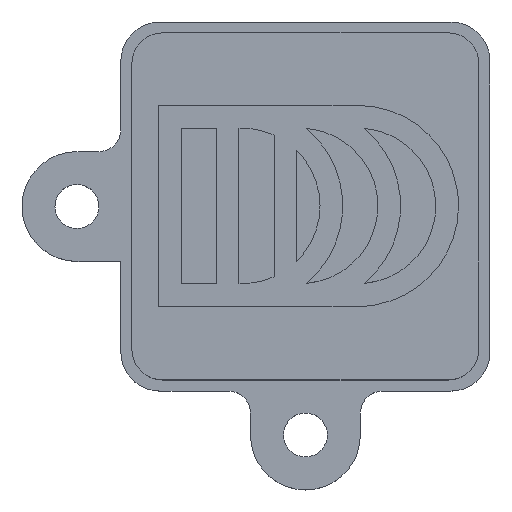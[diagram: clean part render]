
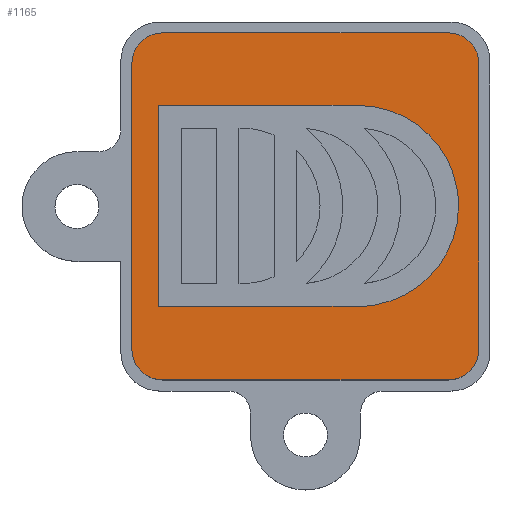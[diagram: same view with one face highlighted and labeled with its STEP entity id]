
A CAD part, top view. The second image highlights one B-rep face of the part: STEP entity #1165.
In plain terms, the highlighted planar face has unit normal (0, 0, 1).
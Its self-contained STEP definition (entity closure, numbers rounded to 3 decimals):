
#27=(
BOUNDED_CURVE()
B_SPLINE_CURVE(3,(#1991,#1992,#1993,#1994),.UNSPECIFIED.,.F.,.F.)
B_SPLINE_CURVE_WITH_KNOTS((4,4),(-1.,0.),.UNSPECIFIED.)
CURVE()
GEOMETRIC_REPRESENTATION_ITEM()
RATIONAL_B_SPLINE_CURVE((1.,1.,1.,1.))
REPRESENTATION_ITEM('')
);
#29=(
BOUNDED_CURVE()
B_SPLINE_CURVE(3,(#2009,#2010,#2011,#2012),.UNSPECIFIED.,.F.,.F.)
B_SPLINE_CURVE_WITH_KNOTS((4,4),(-1.,0.),.UNSPECIFIED.)
CURVE()
GEOMETRIC_REPRESENTATION_ITEM()
RATIONAL_B_SPLINE_CURVE((1.,1.,1.,1.))
REPRESENTATION_ITEM('')
);
#49=FACE_BOUND('',#215,.T.);
#78=PLANE('',#1282);
#140=FACE_OUTER_BOUND('',#214,.T.);
#214=EDGE_LOOP('',(#1045,#1046,#1047,#1048,#1049,#1050,#1051,#1052));
#215=EDGE_LOOP('',(#1053,#1054,#1055,#1056,#1057));
#270=LINE('',#1764,#377);
#273=LINE('',#1772,#380);
#276=LINE('',#1787,#383);
#317=LINE('',#1964,#424);
#321=LINE('',#1972,#428);
#324=LINE('',#1978,#431);
#328=LINE('',#2021,#435);
#377=VECTOR('',#1440,10.);
#380=VECTOR('',#1449,10.);
#383=VECTOR('',#1466,10.);
#424=VECTOR('',#1571,10.);
#428=VECTOR('',#1577,10.);
#431=VECTOR('',#1582,10.);
#435=VECTOR('',#1590,10.);
#464=CIRCLE('',#1235,1.4);
#465=CIRCLE('',#1238,1.4);
#482=CIRCLE('',#1283,1.4);
#483=CIRCLE('',#1284,1.4);
#534=VERTEX_POINT('',#1756);
#535=VERTEX_POINT('',#1758);
#536=VERTEX_POINT('',#1762);
#537=VERTEX_POINT('',#1766);
#538=VERTEX_POINT('',#1770);
#543=VERTEX_POINT('',#1786);
#582=VERTEX_POINT('',#1962);
#583=VERTEX_POINT('',#1963);
#586=VERTEX_POINT('',#1971);
#588=VERTEX_POINT('',#1977);
#590=VERTEX_POINT('',#1990);
#592=VERTEX_POINT('',#2019);
#593=VERTEX_POINT('',#2020);
#664=EDGE_CURVE('',#535,#534,#464,.T.);
#667=EDGE_CURVE('',#534,#536,#270,.T.);
#669=EDGE_CURVE('',#536,#537,#465,.T.);
#671=EDGE_CURVE('',#537,#538,#273,.T.);
#678=EDGE_CURVE('',#543,#535,#276,.T.);
#739=EDGE_CURVE('',#582,#583,#317,.T.);
#743=EDGE_CURVE('',#586,#582,#321,.T.);
#746=EDGE_CURVE('',#588,#586,#324,.T.);
#749=EDGE_CURVE('',#590,#588,#27,.T.);
#752=EDGE_CURVE('',#583,#590,#29,.T.);
#754=EDGE_CURVE('',#592,#593,#328,.T.);
#755=EDGE_CURVE('',#593,#543,#482,.T.);
#756=EDGE_CURVE('',#538,#592,#483,.T.);
#1045=ORIENTED_EDGE('',*,*,#754,.T.);
#1046=ORIENTED_EDGE('',*,*,#755,.T.);
#1047=ORIENTED_EDGE('',*,*,#678,.T.);
#1048=ORIENTED_EDGE('',*,*,#664,.T.);
#1049=ORIENTED_EDGE('',*,*,#667,.T.);
#1050=ORIENTED_EDGE('',*,*,#669,.T.);
#1051=ORIENTED_EDGE('',*,*,#671,.T.);
#1052=ORIENTED_EDGE('',*,*,#756,.T.);
#1053=ORIENTED_EDGE('',*,*,#739,.T.);
#1054=ORIENTED_EDGE('',*,*,#752,.T.);
#1055=ORIENTED_EDGE('',*,*,#749,.T.);
#1056=ORIENTED_EDGE('',*,*,#746,.T.);
#1057=ORIENTED_EDGE('',*,*,#743,.T.);
#1165=ADVANCED_FACE('',(#140,#49),#78,.T.);
#1235=AXIS2_PLACEMENT_3D('',#1759,#1434,#1435);
#1238=AXIS2_PLACEMENT_3D('',#1768,#1444,#1445);
#1282=AXIS2_PLACEMENT_3D('',#2018,#1588,#1589);
#1283=AXIS2_PLACEMENT_3D('',#2022,#1591,#1592);
#1284=AXIS2_PLACEMENT_3D('',#2023,#1593,#1594);
#1434=DIRECTION('center_axis',(0.,0.,1.));
#1435=DIRECTION('ref_axis',(-1.,0.,0.));
#1440=DIRECTION('',(1.,0.,0.));
#1444=DIRECTION('center_axis',(0.,0.,1.));
#1445=DIRECTION('ref_axis',(0.,-1.,0.));
#1449=DIRECTION('',(0.,1.,0.));
#1466=DIRECTION('',(0.,-1.,0.));
#1571=DIRECTION('',(1.,0.,0.));
#1577=DIRECTION('',(0.,1.,0.));
#1582=DIRECTION('',(-1.,0.,0.));
#1588=DIRECTION('center_axis',(0.,0.,1.));
#1589=DIRECTION('ref_axis',(-1.,0.,0.));
#1590=DIRECTION('',(-1.,0.,0.));
#1591=DIRECTION('center_axis',(0.,0.,1.));
#1592=DIRECTION('ref_axis',(0.,1.,0.));
#1593=DIRECTION('center_axis',(0.,0.,1.));
#1594=DIRECTION('ref_axis',(1.,0.,0.));
#1756=CARTESIAN_POINT('',(274.538,-17.425,8.5));
#1758=CARTESIAN_POINT('',(273.138,-16.025,8.5));
#1759=CARTESIAN_POINT('Origin',(274.538,-16.025,8.5));
#1762=CARTESIAN_POINT('',(287.538,-17.425,8.5));
#1764=CARTESIAN_POINT('',(274.538,-17.425,8.5));
#1766=CARTESIAN_POINT('',(288.938,-16.025,8.5));
#1768=CARTESIAN_POINT('Origin',(287.538,-16.025,8.5));
#1770=CARTESIAN_POINT('',(288.938,-3.025,8.5));
#1772=CARTESIAN_POINT('',(288.938,-16.025,8.5));
#1786=CARTESIAN_POINT('',(273.138,-3.025,8.5));
#1787=CARTESIAN_POINT('',(273.138,-3.025,8.5));
#1962=CARTESIAN_POINT('',(274.338,-4.931,8.5));
#1963=CARTESIAN_POINT('',(283.436,-4.931,8.5));
#1964=CARTESIAN_POINT('',(277.688,-4.931,8.5));
#1971=CARTESIAN_POINT('',(274.338,-14.077,8.5));
#1972=CARTESIAN_POINT('',(274.338,-11.801,8.5));
#1977=CARTESIAN_POINT('',(283.436,-14.077,8.5));
#1978=CARTESIAN_POINT('',(282.237,-14.077,8.5));
#1990=CARTESIAN_POINT('',(288.008,-9.504,8.5));
#1991=CARTESIAN_POINT('Ctrl Pts',(288.008,-9.504,8.5));
#1992=CARTESIAN_POINT('Ctrl Pts',(288.008,-12.025,8.5));
#1993=CARTESIAN_POINT('Ctrl Pts',(285.957,-14.077,8.5));
#1994=CARTESIAN_POINT('Ctrl Pts',(283.436,-14.077,8.5));
#2009=CARTESIAN_POINT('Ctrl Pts',(283.436,-4.931,8.5));
#2010=CARTESIAN_POINT('Ctrl Pts',(285.957,-4.931,8.5));
#2011=CARTESIAN_POINT('Ctrl Pts',(288.008,-6.982,8.5));
#2012=CARTESIAN_POINT('Ctrl Pts',(288.008,-9.504,8.5));
#2018=CARTESIAN_POINT('Origin',(281.038,-9.525,8.5));
#2019=CARTESIAN_POINT('',(287.538,-1.625,8.5));
#2020=CARTESIAN_POINT('',(274.538,-1.625,8.5));
#2021=CARTESIAN_POINT('',(287.538,-1.625,8.5));
#2022=CARTESIAN_POINT('Origin',(274.538,-3.025,8.5));
#2023=CARTESIAN_POINT('Origin',(287.538,-3.025,8.5));
